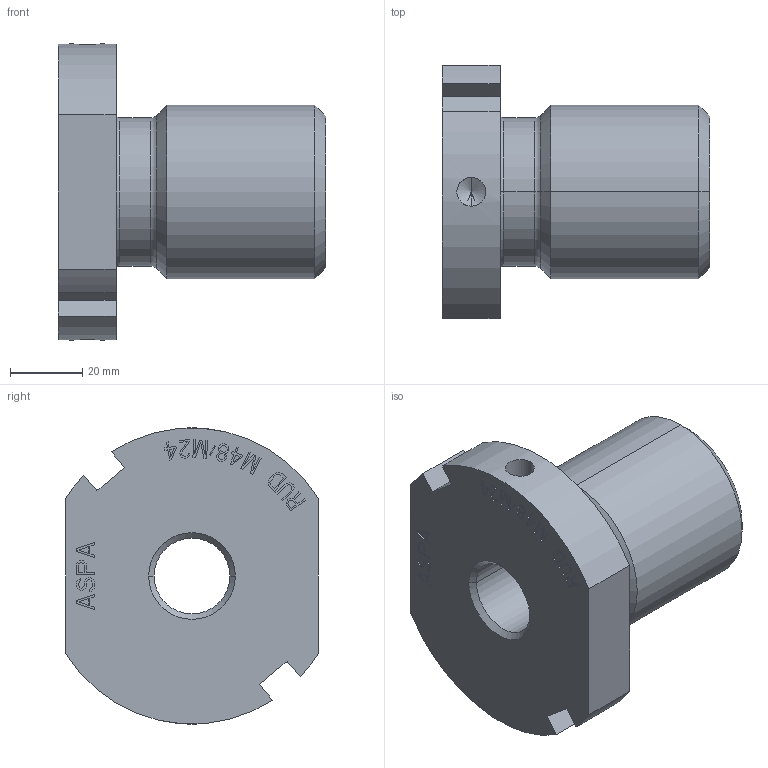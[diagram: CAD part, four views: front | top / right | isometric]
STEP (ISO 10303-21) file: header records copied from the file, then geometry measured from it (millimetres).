
FILE_DESCRIPTION((''),'2;1');
FILE_NAME('001-M32236-P-7','2014-06-04T',('Andreas.Wendler'),(''),'PRO/ENGINEER BY PARAMETRIC TECHNOLOGY CORPORATION, 2010140','PRO/ENGINEER BY PARAMETRIC TECHNOLOGY CORPORATION, 2010140','');
FILE_SCHEMA(('CONFIG_CONTROL_DESIGN'));
Length unit declared in the file: millimetre
Products named in the file (1): 001-M32236-P-7
Bounding box: 74 x 70 x 82 mm (x, y, z)
Volume: 147958.1 mm3; surface area: 27701.2 mm2
Topology: 1 solids, 1 shells, 394 faces, 1090 edges, 720 vertices
Faces by surface type: plane 364, cylinder 14, cone 12, torus 4
Entity records: 12382 total; most frequent: CARTESIAN_POINT 2252, ORIENTED_EDGE 2172, DIRECTION 1912, EDGE_CURVE 1086, VECTOR 1040, LINE 1040, VERTEX_POINT 720, AXIS2_PLACEMENT_3D 436
